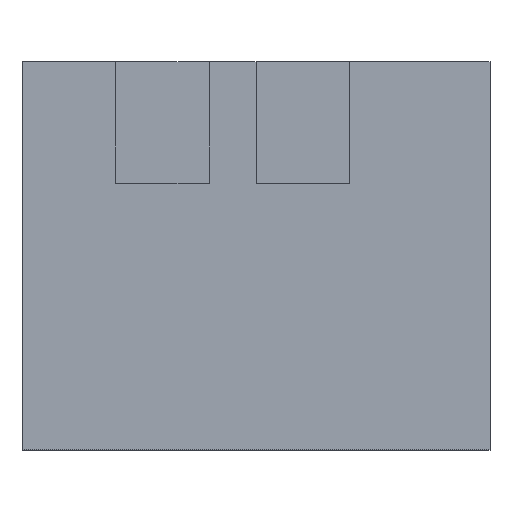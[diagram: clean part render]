
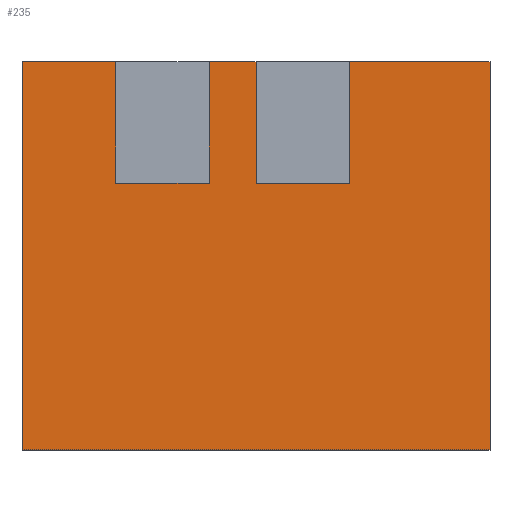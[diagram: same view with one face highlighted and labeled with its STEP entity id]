
A CAD part, top view. The second image highlights one B-rep face of the part: STEP entity #235.
In plain terms, the highlighted planar face has unit normal (0, 0, 1).
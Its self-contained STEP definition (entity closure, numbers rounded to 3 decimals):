
#93 = VERTEX_POINT('',#94);
#94 = CARTESIAN_POINT('',(0.,0.,6.2));
#111 = VERTEX_POINT('',#112);
#112 = CARTESIAN_POINT('',(0.,8.3,6.2));
#118 = EDGE_CURVE('',#93,#111,#119,.T.);
#119 = LINE('',#120,#121);
#120 = CARTESIAN_POINT('',(0.,0.,6.2));
#121 = VECTOR('',#122,1.);
#122 = DIRECTION('',(0.,1.,0.));
#167 = EDGE_CURVE('',#93,#168,#170,.T.);
#168 = VERTEX_POINT('',#169);
#169 = CARTESIAN_POINT('',(10.,0.,6.2));
#170 = LINE('',#171,#172);
#171 = CARTESIAN_POINT('',(0.,0.,6.2));
#172 = VECTOR('',#173,1.);
#173 = DIRECTION('',(1.,0.,0.));
#235 = ADVANCED_FACE('',(#236),#318,.T.);
#236 = FACE_BOUND('',#237,.T.);
#237 = EDGE_LOOP('',(#238,#246,#247,#248,#256,#264,#272,#280,#288,#296,
    #304,#312));
#238 = ORIENTED_EDGE('',*,*,#239,.F.);
#239 = EDGE_CURVE('',#111,#240,#242,.T.);
#240 = VERTEX_POINT('',#241);
#241 = CARTESIAN_POINT('',(2.,8.3,6.2));
#242 = LINE('',#243,#244);
#243 = CARTESIAN_POINT('',(0.,8.3,6.2));
#244 = VECTOR('',#245,1.);
#245 = DIRECTION('',(1.,0.,0.));
#246 = ORIENTED_EDGE('',*,*,#118,.F.);
#247 = ORIENTED_EDGE('',*,*,#167,.T.);
#248 = ORIENTED_EDGE('',*,*,#249,.T.);
#249 = EDGE_CURVE('',#168,#250,#252,.T.);
#250 = VERTEX_POINT('',#251);
#251 = CARTESIAN_POINT('',(10.,8.3,6.2));
#252 = LINE('',#253,#254);
#253 = CARTESIAN_POINT('',(10.,0.,6.2));
#254 = VECTOR('',#255,1.);
#255 = DIRECTION('',(0.,1.,0.));
#256 = ORIENTED_EDGE('',*,*,#257,.F.);
#257 = EDGE_CURVE('',#258,#250,#260,.T.);
#258 = VERTEX_POINT('',#259);
#259 = CARTESIAN_POINT('',(7.,8.3,6.2));
#260 = LINE('',#261,#262);
#261 = CARTESIAN_POINT('',(0.,8.3,6.2));
#262 = VECTOR('',#263,1.);
#263 = DIRECTION('',(1.,0.,0.));
#264 = ORIENTED_EDGE('',*,*,#265,.F.);
#265 = EDGE_CURVE('',#266,#258,#268,.T.);
#266 = VERTEX_POINT('',#267);
#267 = CARTESIAN_POINT('',(7.,5.7,6.2));
#268 = LINE('',#269,#270);
#269 = CARTESIAN_POINT('',(7.,5.7,6.2));
#270 = VECTOR('',#271,1.);
#271 = DIRECTION('',(0.,1.,0.));
#272 = ORIENTED_EDGE('',*,*,#273,.F.);
#273 = EDGE_CURVE('',#274,#266,#276,.T.);
#274 = VERTEX_POINT('',#275);
#275 = CARTESIAN_POINT('',(5.,5.7,6.2));
#276 = LINE('',#277,#278);
#277 = CARTESIAN_POINT('',(5.,5.7,6.2));
#278 = VECTOR('',#279,1.);
#279 = DIRECTION('',(1.,0.,0.));
#280 = ORIENTED_EDGE('',*,*,#281,.T.);
#281 = EDGE_CURVE('',#274,#282,#284,.T.);
#282 = VERTEX_POINT('',#283);
#283 = CARTESIAN_POINT('',(5.,8.3,6.2));
#284 = LINE('',#285,#286);
#285 = CARTESIAN_POINT('',(5.,5.7,6.2));
#286 = VECTOR('',#287,1.);
#287 = DIRECTION('',(0.,1.,0.));
#288 = ORIENTED_EDGE('',*,*,#289,.F.);
#289 = EDGE_CURVE('',#290,#282,#292,.T.);
#290 = VERTEX_POINT('',#291);
#291 = CARTESIAN_POINT('',(4.,8.3,6.2));
#292 = LINE('',#293,#294);
#293 = CARTESIAN_POINT('',(0.,8.3,6.2));
#294 = VECTOR('',#295,1.);
#295 = DIRECTION('',(1.,0.,0.));
#296 = ORIENTED_EDGE('',*,*,#297,.F.);
#297 = EDGE_CURVE('',#298,#290,#300,.T.);
#298 = VERTEX_POINT('',#299);
#299 = CARTESIAN_POINT('',(4.,5.7,6.2));
#300 = LINE('',#301,#302);
#301 = CARTESIAN_POINT('',(4.,5.7,6.2));
#302 = VECTOR('',#303,1.);
#303 = DIRECTION('',(0.,1.,0.));
#304 = ORIENTED_EDGE('',*,*,#305,.F.);
#305 = EDGE_CURVE('',#306,#298,#308,.T.);
#306 = VERTEX_POINT('',#307);
#307 = CARTESIAN_POINT('',(2.,5.7,6.2));
#308 = LINE('',#309,#310);
#309 = CARTESIAN_POINT('',(2.,5.7,6.2));
#310 = VECTOR('',#311,1.);
#311 = DIRECTION('',(1.,0.,0.));
#312 = ORIENTED_EDGE('',*,*,#313,.T.);
#313 = EDGE_CURVE('',#306,#240,#314,.T.);
#314 = LINE('',#315,#316);
#315 = CARTESIAN_POINT('',(2.,5.7,6.2));
#316 = VECTOR('',#317,1.);
#317 = DIRECTION('',(0.,1.,0.));
#318 = PLANE('',#319);
#319 = AXIS2_PLACEMENT_3D('',#320,#321,#322);
#320 = CARTESIAN_POINT('',(0.,0.,6.2));
#321 = DIRECTION('',(0.,0.,1.));
#322 = DIRECTION('',(1.,0.,0.));
